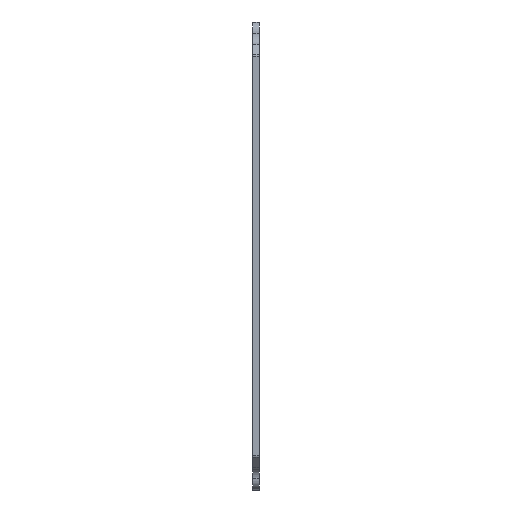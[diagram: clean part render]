
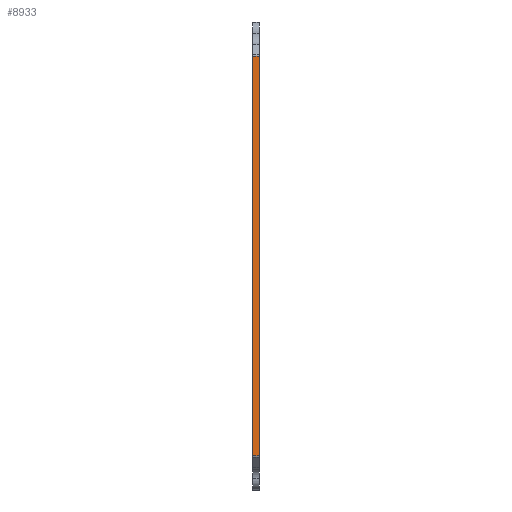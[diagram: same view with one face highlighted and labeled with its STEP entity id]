
A CAD part, left-side view. The second image highlights one B-rep face of the part: STEP entity #8933.
In plain terms, the highlighted planar face has unit normal (-1, 0, 0).
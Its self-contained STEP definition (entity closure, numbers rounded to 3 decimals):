
#152=PLANE('',#9891);
#386=FACE_OUTER_BOUND('',#948,.T.);
#948=EDGE_LOOP('',(#6971,#6972,#6973,#6974));
#1391=LINE('',#13160,#2273);
#1601=LINE('',#14081,#2483);
#1828=LINE('',#14999,#2710);
#1832=LINE('',#15006,#2714);
#2273=VECTOR('',#10391,10.);
#2483=VECTOR('',#11085,10.);
#2710=VECTOR('',#11802,10.);
#2714=VECTOR('',#11812,10.);
#3658=VERTEX_POINT('',#13157);
#3659=VERTEX_POINT('',#13159);
#4106=VERTEX_POINT('',#14078);
#4107=VERTEX_POINT('',#14080);
#4579=EDGE_CURVE('',#3659,#3658,#1391,.T.);
#5031=EDGE_CURVE('',#4106,#4107,#1601,.T.);
#5484=EDGE_CURVE('',#4107,#3658,#1828,.T.);
#5488=EDGE_CURVE('',#3659,#4106,#1832,.T.);
#6971=ORIENTED_EDGE('',*,*,#5484,.F.);
#6972=ORIENTED_EDGE('',*,*,#5031,.F.);
#6973=ORIENTED_EDGE('',*,*,#5488,.F.);
#6974=ORIENTED_EDGE('',*,*,#4579,.T.);
#8933=ADVANCED_FACE('',(#386),#152,.T.);
#9891=AXIS2_PLACEMENT_3D('',#15011,#11819,#11820);
#10391=DIRECTION('',(0.,0.,-1.));
#11085=DIRECTION('',(0.,0.,-1.));
#11802=DIRECTION('',(0.,1.,0.));
#11812=DIRECTION('',(0.,-1.,0.));
#11819=DIRECTION('center_axis',(-1.,0.,0.));
#11820=DIRECTION('ref_axis',(0.,0.,-1.));
#13157=CARTESIAN_POINT('',(0.,1.5,2.707));
#13159=CARTESIAN_POINT('',(0.,1.5,92.543));
#13160=CARTESIAN_POINT('',(0.,1.5,94.75));
#14078=CARTESIAN_POINT('',(0.,0.,92.543));
#14080=CARTESIAN_POINT('',(0.,0.,2.707));
#14081=CARTESIAN_POINT('',(0.,0.,94.75));
#14999=CARTESIAN_POINT('',(0.,1.5,2.707));
#15006=CARTESIAN_POINT('',(0.,1.5,92.543));
#15011=CARTESIAN_POINT('Origin',(0.,1.5,94.75));
